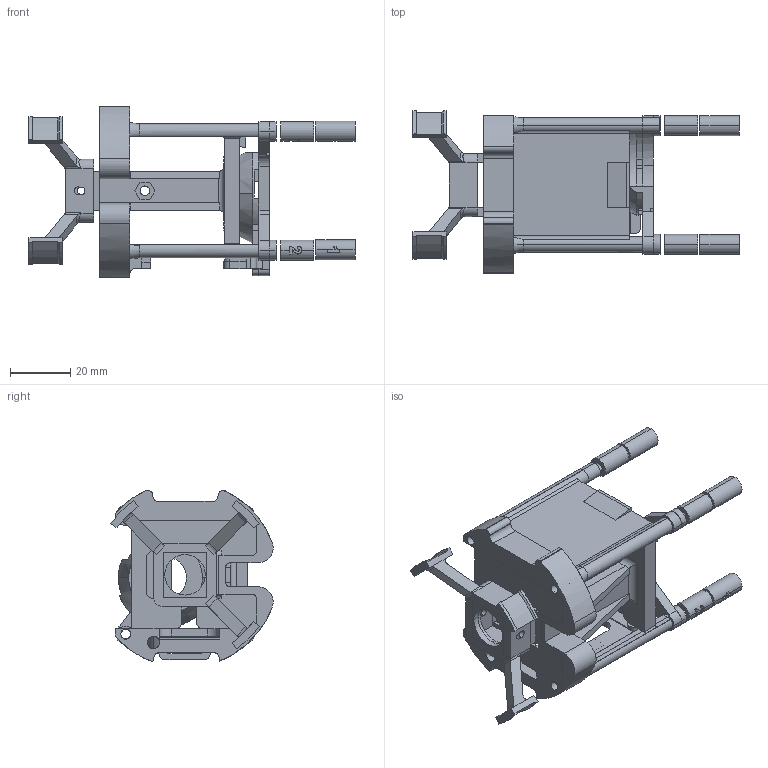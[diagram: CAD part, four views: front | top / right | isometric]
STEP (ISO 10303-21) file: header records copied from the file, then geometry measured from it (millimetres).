
FILE_DESCRIPTION(/* description */ ('VariCAD 2023-2.03 AP-214'),/* implementation_level */ '2;1');
FILE_NAME(/* name */ 'tisk.stp',/* time_stamp */ '2023-04-26T10:18:05+01:00',/* author */ (''),/* organization */ (''),/* preprocessor_version */ 'VariCAD 2023-2.03',/* originating_system */ 'VariCAD 2023-2.03; kernel version (20180118)',/* authorisation */ '');
FILE_SCHEMA(('AUTOMOTIVE_DESIGN'));
Length unit declared in the file: millimetre
Products named in the file (19): tisk
Assembly tree (18 placements, depth 2):
  tisk
    (unnamed)
    (unnamed)
    (unnamed)
    (unnamed)
    (unnamed)
    (unnamed)
    (unnamed)
    (unnamed)
    (unnamed)
    (unnamed)
    (unnamed)
    (unnamed)
    (unnamed)
    (unnamed)
    (unnamed)
    (unnamed)
    (unnamed)
    (unnamed)
Bounding box: 108.61 x 54.06 x 57.19 mm (x, y, z)
Volume: 37270.5 mm3; surface area: 39553.3 mm2
Topology: 18 solids, 18 shells, 751 faces, 2158 edges, 1441 vertices
Faces by surface type: plane 435, cylinder 278, extrusion 16, bspline 9, cone 7, torus 6
Entity records: 28241 total; most frequent: CARTESIAN_POINT 7454, ORIENTED_EDGE 4314, DIRECTION 4203, EDGE_CURVE 2157, VERTEX_POINT 1441, VECTOR 1409, AXIS2_PLACEMENT_3D 1397, LINE 1393
